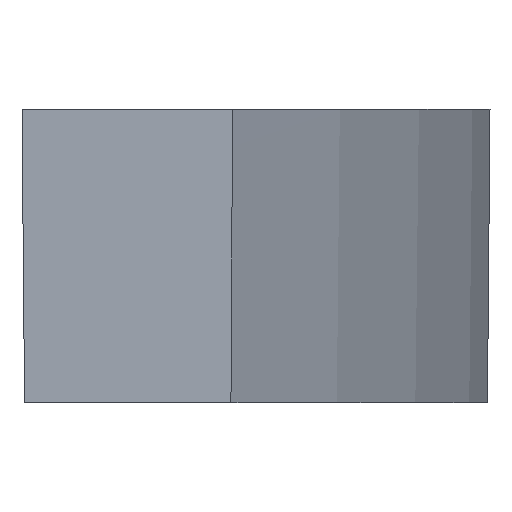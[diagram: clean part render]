
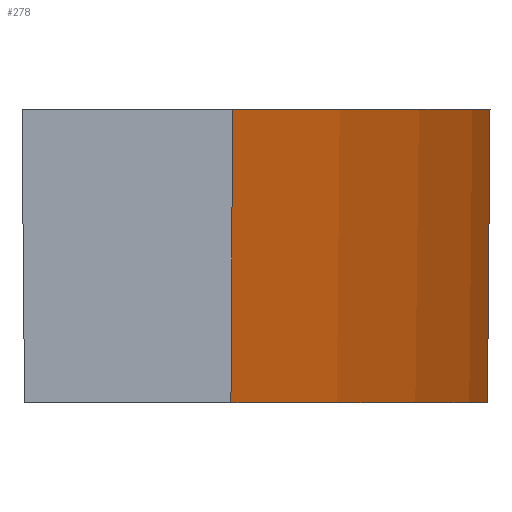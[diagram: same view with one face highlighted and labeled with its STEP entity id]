
A CAD part, front view. The second image highlights one B-rep face of the part: STEP entity #278.
In plain terms, the highlighted conical face has half-angle 0.5 degrees and reference radius 63.5 mm.
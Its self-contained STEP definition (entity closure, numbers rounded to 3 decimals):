
#205=CARTESIAN_POINT('Axis2P3D Location',(-51.347,0.,2.845)) ;
#211=CARTESIAN_POINT('Control Point',(5.466,28.383,3.81)) ;
#212=CARTESIAN_POINT('Control Point',(5.464,28.379,3.327)) ;
#213=CARTESIAN_POINT('Control Point',(5.461,28.375,2.845)) ;
#214=CARTESIAN_POINT('Vertex',(5.461,28.375,2.845)) ;
#216=CARTESIAN_POINT('Vertex',(5.466,28.383,3.81)) ;
#220=CARTESIAN_POINT('Control Point',(5.47,28.375,3.81)) ;
#221=CARTESIAN_POINT('Control Point',(5.468,28.379,3.81)) ;
#222=CARTESIAN_POINT('Control Point',(5.466,28.383,3.81)) ;
#223=CARTESIAN_POINT('Vertex',(5.47,28.375,3.81)) ;
#227=CARTESIAN_POINT('Control Point',(5.47,28.375,3.81)) ;
#228=CARTESIAN_POINT('Control Point',(10.728,17.847,3.81)) ;
#229=CARTESIAN_POINT('Control Point',(13.549,6.101,3.81)) ;
#230=CARTESIAN_POINT('Control Point',(13.548,-6.11,3.81)) ;
#231=CARTESIAN_POINT('Control Point',(10.726,-17.856,3.81)) ;
#232=CARTESIAN_POINT('Control Point',(5.466,-28.383,3.81)) ;
#233=CARTESIAN_POINT('Vertex',(5.466,-28.383,3.81)) ;
#237=CARTESIAN_POINT('Control Point',(5.466,-28.383,3.81)) ;
#238=CARTESIAN_POINT('Control Point',(5.464,-28.38,3.458)) ;
#239=CARTESIAN_POINT('Control Point',(5.462,-28.377,3.106)) ;
#240=CARTESIAN_POINT('Control Point',(5.465,-28.381,3.548)) ;
#241=CARTESIAN_POINT('Control Point',(5.463,-28.378,3.197)) ;
#242=CARTESIAN_POINT('Control Point',(5.461,-28.375,2.845)) ;
#243=CARTESIAN_POINT('Vertex',(5.461,-28.375,2.845)) ;
#247=CARTESIAN_POINT('Control Point',(5.461,-28.375,2.845)) ;
#248=CARTESIAN_POINT('Control Point',(5.443,-28.346,-0.483)) ;
#249=CARTESIAN_POINT('Control Point',(5.425,-28.317,-3.81)) ;
#250=CARTESIAN_POINT('Vertex',(5.425,-28.317,-3.81)) ;
#254=CARTESIAN_POINT('Control Point',(5.425,-28.317,-3.81)) ;
#255=CARTESIAN_POINT('Control Point',(10.666,-17.81,-3.81)) ;
#256=CARTESIAN_POINT('Control Point',(13.477,-6.091,-3.81)) ;
#257=CARTESIAN_POINT('Control Point',(13.477,6.091,-3.81)) ;
#258=CARTESIAN_POINT('Control Point',(10.666,17.81,-3.81)) ;
#259=CARTESIAN_POINT('Control Point',(5.425,28.317,-3.81)) ;
#260=CARTESIAN_POINT('Vertex',(5.425,28.317,-3.81)) ;
#264=CARTESIAN_POINT('Control Point',(5.461,28.375,2.845)) ;
#265=CARTESIAN_POINT('Control Point',(5.449,28.356,0.627)) ;
#266=CARTESIAN_POINT('Control Point',(5.437,28.336,-1.592)) ;
#267=CARTESIAN_POINT('Control Point',(5.425,28.317,-3.81)) ;
#206=DIRECTION('Axis2P3D Direction',(0.,0.,1.)) ;
#207=DIRECTION('Axis2P3D XDirection',(-1.,0.,0.)) ;
#208=AXIS2_PLACEMENT_3D('Cone Axis2P3D',#205,#206,#207) ;
#270=ORIENTED_EDGE('',*,*,#218,.T.) ;
#271=ORIENTED_EDGE('',*,*,#225,.T.) ;
#272=ORIENTED_EDGE('',*,*,#235,.F.) ;
#273=ORIENTED_EDGE('',*,*,#245,.F.) ;
#274=ORIENTED_EDGE('',*,*,#252,.F.) ;
#275=ORIENTED_EDGE('',*,*,#262,.F.) ;
#276=ORIENTED_EDGE('',*,*,#268,.T.) ;
#278=ADVANCED_FACE('PartBody',(#277),#209,.T.) ;
#210=B_SPLINE_CURVE_WITH_KNOTS('',2,(#211,#212,#213),.UNSPECIFIED.,.F.,.U.,(3,3),(0.,1.365),.UNSPECIFIED.) ;
#219=B_SPLINE_CURVE_WITH_KNOTS('',2,(#220,#221,#222),.UNSPECIFIED.,.F.,.U.,(3,3),(0.,0.013),.UNSPECIFIED.) ;
#226=B_SPLINE_CURVE_WITH_KNOTS('',5,(#227,#228,#229,#230,#231,#232),.UNSPECIFIED.,.F.,.U.,(6,6),(0.,83.207),.UNSPECIFIED.) ;
#236=B_SPLINE_CURVE_WITH_KNOTS('',5,(#237,#238,#239,#240,#241,#242),.UNSPECIFIED.,.F.,.U.,(6,6),(0.,2.488),.UNSPECIFIED.) ;
#246=B_SPLINE_CURVE_WITH_KNOTS('',2,(#247,#248,#249),.UNSPECIFIED.,.F.,.U.,(3,3),(0.,9.412),.UNSPECIFIED.) ;
#253=B_SPLINE_CURVE_WITH_KNOTS('',5,(#254,#255,#256,#257,#258,#259),.UNSPECIFIED.,.F.,.U.,(6,6),(0.,83.061),.UNSPECIFIED.) ;
#263=B_SPLINE_CURVE_WITH_KNOTS('',3,(#264,#265,#266,#267),.UNSPECIFIED.,.F.,.U.,(4,4),(0.,9.412),.UNSPECIFIED.) ;
#209=CONICAL_SURFACE('Cone',#208,63.5,0.009) ;
#218=EDGE_CURVE('',#215,#217,#210,.F.) ;
#225=EDGE_CURVE('',#217,#224,#219,.F.) ;
#235=EDGE_CURVE('',#234,#224,#226,.F.) ;
#245=EDGE_CURVE('',#244,#234,#236,.F.) ;
#252=EDGE_CURVE('',#251,#244,#246,.F.) ;
#262=EDGE_CURVE('',#261,#251,#253,.F.) ;
#268=EDGE_CURVE('',#261,#215,#263,.F.) ;
#269=EDGE_LOOP('',(#270,#271,#272,#273,#274,#275,#276)) ;
#277=FACE_OUTER_BOUND('',#269,.T.) ;
#215=VERTEX_POINT('',#214) ;
#217=VERTEX_POINT('',#216) ;
#224=VERTEX_POINT('',#223) ;
#234=VERTEX_POINT('',#233) ;
#244=VERTEX_POINT('',#243) ;
#251=VERTEX_POINT('',#250) ;
#261=VERTEX_POINT('',#260) ;
